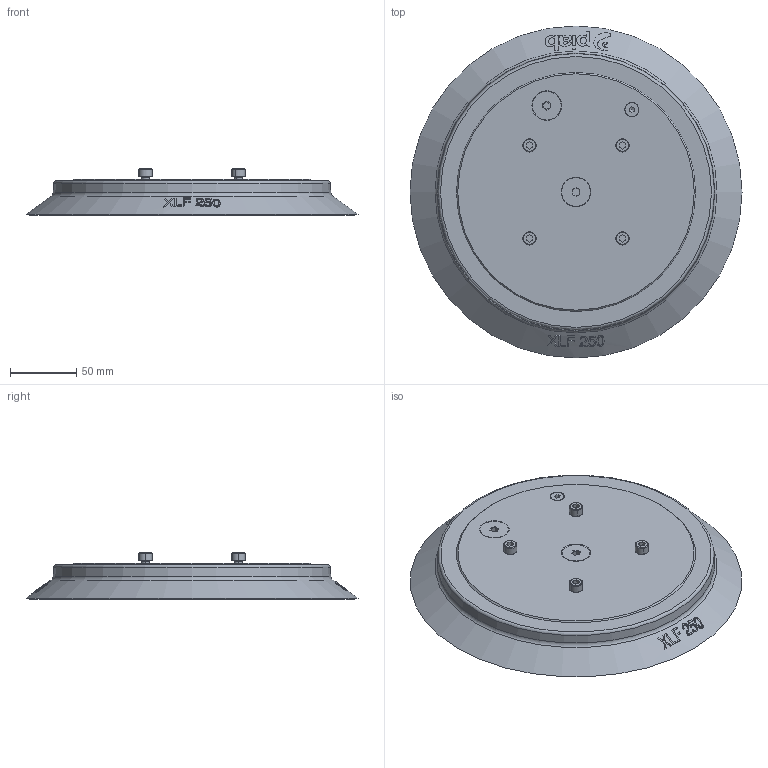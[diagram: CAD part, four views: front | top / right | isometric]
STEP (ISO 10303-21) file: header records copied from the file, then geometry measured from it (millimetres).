
FILE_DESCRIPTION( ( 'Unknown' ), '1' );
FILE_NAME( '0127133.stp', 'Unknown', ( 'Unknown' ), ( 'Unknown' ), 'PSStep 14.0', 'Unknown', ' ' );
FILE_SCHEMA( ( 'AUTOMOTIVE_DESIGN { 1 0 10303 214 1 1 1 1 }' ) );
Length unit declared in the file: millimetre
Products named in the file (9): 0126659; 0126660; SE-0400721; 0106990; 3113933; 0106984; Assem1; 0127163; SE-0400713
Assembly tree (12 placements, depth 3):
  Assem1
    0127163  x4
    SE-0400713  x2
    0126659
      0126660
      SE-0400721
    0106990
      3113933
      0106984
Bounding box: 250 x 250 x 35 mm (x, y, z)
Volume: 596098 mm3; surface area: 219009.5 mm2
Topology: 10 solids, 10 shells, 818 faces, 1927 edges, 1220 vertices
Faces by surface type: cone 207, plane 199, bspline 166, torus 153, cylinder 93
Full cylindrical faces by diameter (mm): 4 x1, 4.917 x4, 7.3 x1, 8.7 x1, 9.73 x1, 10 x1, 10.3 x1, 15 x1, 18.8 x2, 19 x2, 20.96 x2, 21 x2, 21.3 x2, 21.7 x2, 32 x1, 35 x1, 180 x2, 200 x2
Entity records: 29733 total; most frequent: CARTESIAN_POINT 8976, ORIENTED_EDGE 3072, DIRECTION 2752, EDGE_CURVE 1536, AXIS2_PLACEMENT_3D 1243, VERTEX_POINT 1050, EDGE_LOOP 953, FACE_OUTER_BOUND 793
